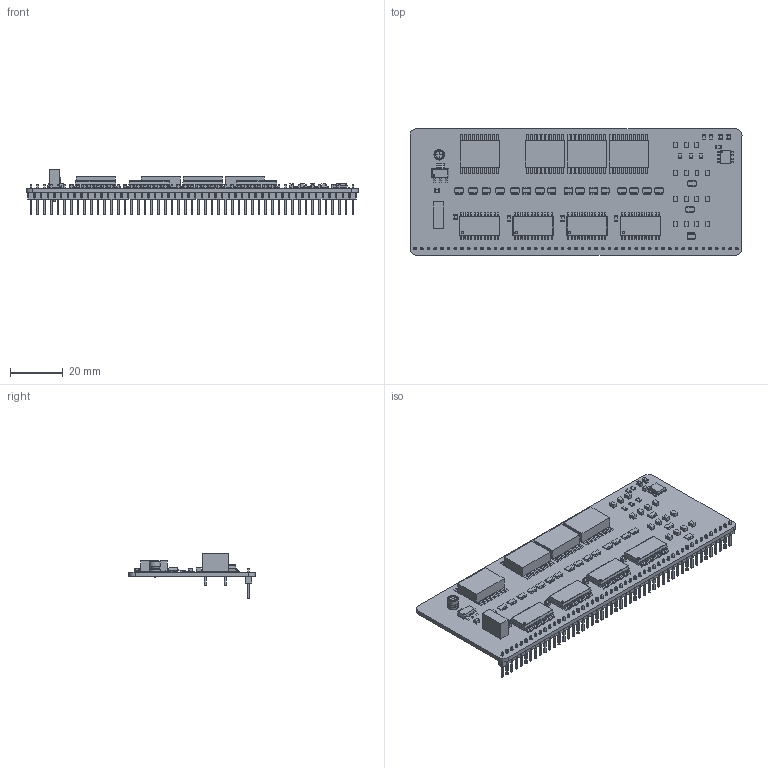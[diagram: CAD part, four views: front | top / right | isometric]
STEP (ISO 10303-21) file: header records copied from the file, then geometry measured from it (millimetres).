
FILE_DESCRIPTION(('KiCad electronic assembly'),'2;1');
FILE_NAME('W65C816 Debug Display.step','2024-08-08T15:10:59',('Pcbnew'), ('Kicad'),'Open CASCADE STEP processor 7.8','KiCad to STEP converter', 'Unknown');
FILE_SCHEMA(('AUTOMOTIVE_DESIGN { 1 0 10303 214 1 1 1 1 }'));
Length unit declared in the file: millimetre
Products named in the file (30): W65C816 Debug Display 1; CAY16-470J4LF; ASSEMBLY; 150224VS73100A; KCDC03-123; C_0805_2012Metric; R_0805_2012Metric; NJM78L05EA-TE1; NDS-01V; ATF22V10C-10SU; LD1117S33; CP_Radial_D4.0mm_P2.00mm; CP_Radial_D40mm_P200mm; PinHeader_1x15_P2.54mm_Vertical; PinHeader_1x15_P254mm_Vertical; PinHeader_1x01_P2.54mm_Vertical; PinHeader_1x01_P254mm_Vertical; PinHeader_1x24_P2.54mm_Vertical; PinHeader_1x24_P254mm_Vertical; PinHeader_1x08_P2.54mm_Vertical; PinHeader_1x08_P254mm_Vertical; W65C816 Debug Display_PCB
Assembly tree (79 placements, depth 3):
  W65C816 Debug Display 1
    CAY16-470J4LF  x19
      ASSEMBLY
    150224VS73100A  x15
      ASSEMBLY
    KCDC03-123  x4
      ASSEMBLY
    C_0805_2012Metric  x8
      C_0805_2012Metric
    R_0805_2012Metric  x5
      R_0805_2012Metric
    NJM78L05EA-TE1
      ASSEMBLY
    NDS-01V
      ASSEMBLY
    ATF22V10C-10SU  x4
      ASSEMBLY
    LD1117S33
      LD1117S33
    CP_Radial_D4.0mm_P2.00mm
      CP_Radial_D40mm_P200mm
    PinHeader_1x15_P2.54mm_Vertical
      PinHeader_1x15_P254mm_Vertical
    PinHeader_1x01_P2.54mm_Vertical  x2
      PinHeader_1x01_P254mm_Vertical
    PinHeader_1x24_P2.54mm_Vertical
      PinHeader_1x24_P254mm_Vertical
    PinHeader_1x08_P2.54mm_Vertical
      PinHeader_1x08_P254mm_Vertical
    W65C816 Debug Display_PCB
Bounding box: 125.8 x 48.02 x 17.39 mm (x, y, z)
Volume: 14654.7 mm3; surface area: 20646.6 mm2
Topology: 440 solids, 441 shells, 5030 faces, 11565 edges, 7539 vertices
Faces by surface type: plane 4426, cylinder 588, bspline 8, revolution 6, torus 2
Full cylindrical faces by diameter (mm): 0.3 x2, 0.487 x1, 0.77 x4, 0.938 x4, 1 x53
Entity records: 69886 total; most frequent: CARTESIAN_POINT 11138, ORIENTED_EDGE 10008, DIRECTION 9763, EDGE_CURVE 5004, LINE 4513, VECTOR 4513, VERTEX_POINT 3189, AXIS2_PLACEMENT_3D 2622
